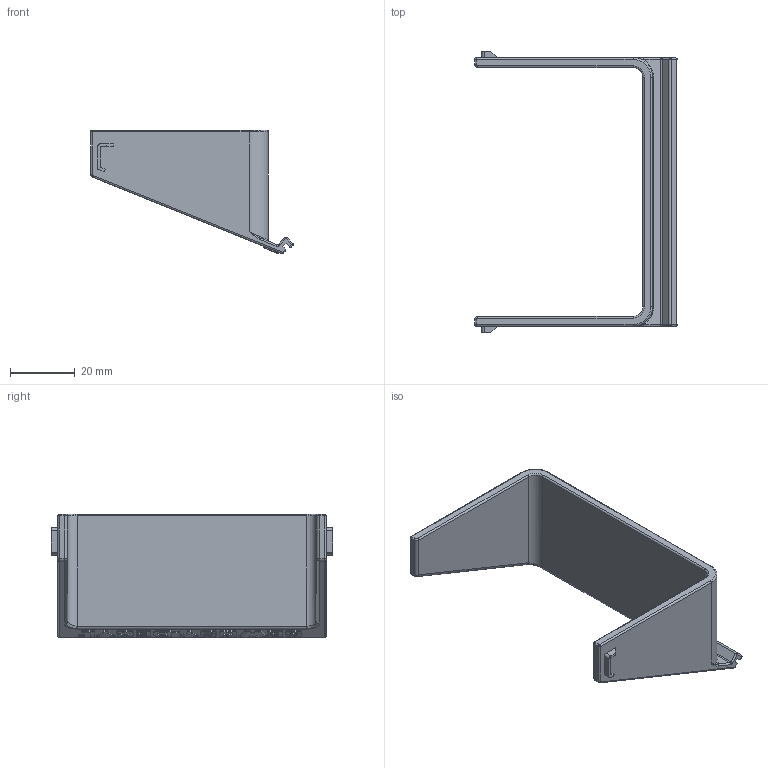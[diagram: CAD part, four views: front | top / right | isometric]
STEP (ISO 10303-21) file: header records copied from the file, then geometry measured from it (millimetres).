
FILE_DESCRIPTION (( 'STEP AP214' ), '1' );
FILE_NAME ('DECYL1-NE.STEP', '2022-11-14T15:11:02', ( '' ), ( '' ), 'SwSTEP 2.0', 'SolidWorks 2020', '' );
FILE_SCHEMA (( 'AUTOMOTIVE_DESIGN' ));
Length unit declared in the file: millimetre
Products named in the file (1): DECYL1-NE
Bounding box: 62.71 x 87 x 38.16 mm (x, y, z)
Volume: 17851.9 mm3; surface area: 13817.6 mm2
Topology: 1 solids, 1 shells, 326 faces, 860 edges, 544 vertices
Faces by surface type: plane 194, bspline 66, cylinder 45, torus 11, sphere 10
Entity records: 14043 total; most frequent: CARTESIAN_POINT 6453, ORIENTED_EDGE 1696, DIRECTION 1321, EDGE_CURVE 848, VECTOR 621, LINE 621, VERTEX_POINT 544, AXIS2_PLACEMENT_3D 350
